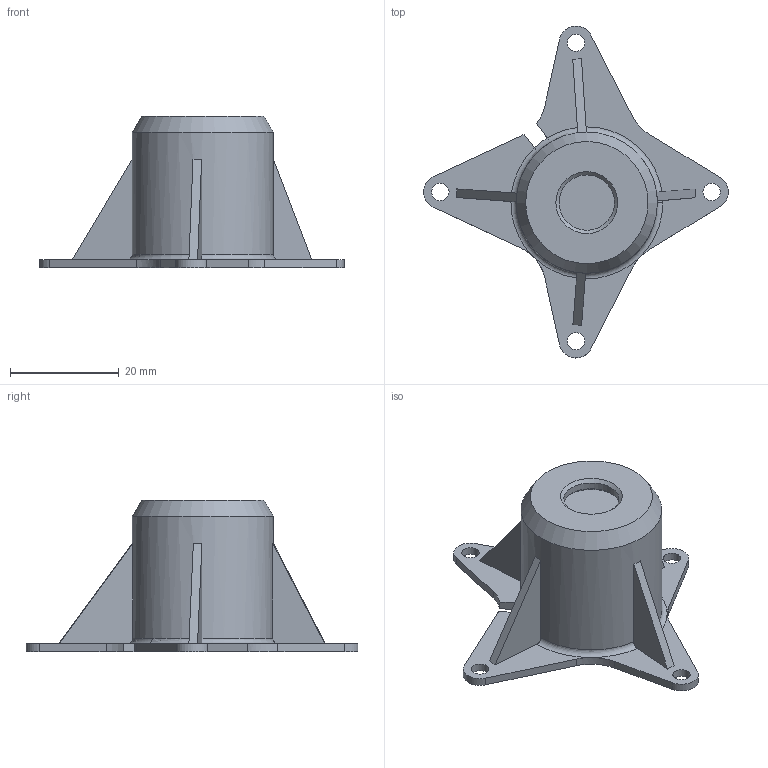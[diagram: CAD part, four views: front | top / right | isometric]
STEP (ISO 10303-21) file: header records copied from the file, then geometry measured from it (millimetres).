
FILE_DESCRIPTION(('FreeCAD Model'),'2;1');
FILE_NAME('Open CASCADE Shape Model','2023-10-24T16:01:48',(''),(''), 'Open CASCADE STEP processor 7.6','FreeCAD','Unknown');
FILE_SCHEMA(('AUTOMOTIVE_DESIGN { 1 0 10303 214 1 1 1 1 }'));
Length unit declared in the file: millimetre
Products named in the file (1): Motor-Mount
Bounding box: 56.19 x 61.19 x 28 mm (x, y, z)
Volume: 8523.9 mm3; surface area: 7499 mm2
Topology: 1 solids, 1 shells, 69 faces, 186 edges, 120 vertices
Faces by surface type: plane 42, cylinder 19, torus 5, cone 3
Full cylindrical faces by diameter (mm): 3.2 x4, 10.2 x1, 26 x1
Entity records: 2328 total; most frequent: CARTESIAN_POINT 512, DIRECTION 384, ORIENTED_EDGE 372, EDGE_CURVE 186, AXIS2_PLACEMENT_3D 136, VERTEX_POINT 120, LINE 112, VECTOR 112
